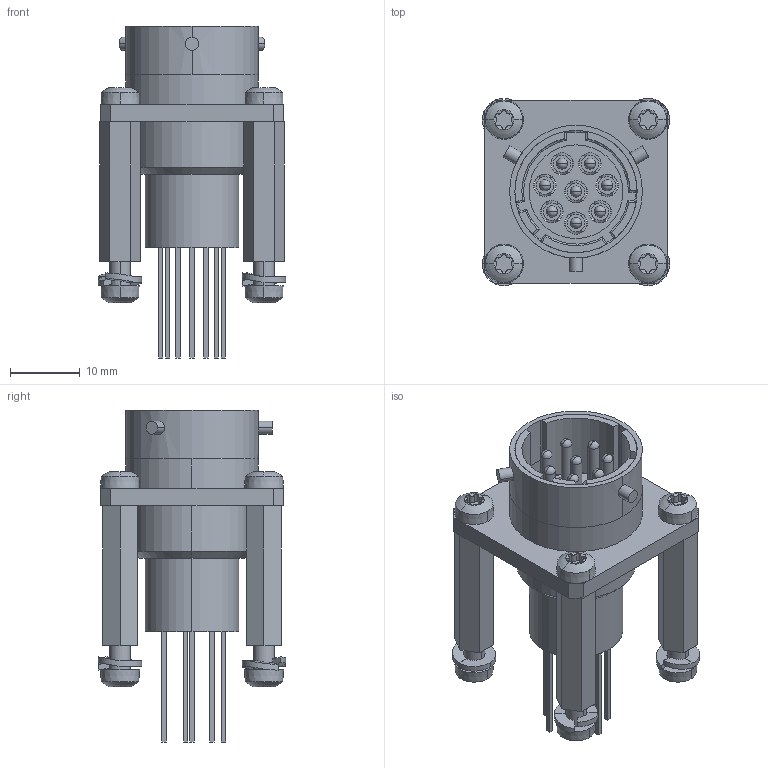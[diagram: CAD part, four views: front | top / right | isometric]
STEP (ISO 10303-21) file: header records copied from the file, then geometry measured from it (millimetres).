
FILE_DESCRIPTION((''),'2;1');
FILE_NAME('EDA-02304-V1-0.stp','2011-04-05T13:29:08',(''),(''),'Mechanical Desktop 2011','Mechanical Desktop 2011',', , ');
FILE_SCHEMA(('AUTOMOTIVE_DESIGN { 1 2 10303 214 1 1 1 1 }'));
Length unit declared in the file: millimetre
Products named in the file (2): Product; 1
Bounding box: 26.8 x 26.8 x 47.5 mm (x, y, z)
Volume: 7513.1 mm3; surface area: 11905 mm2
Topology: 26 solids, 26 shells, 742 faces, 1816 edges, 1181 vertices
Faces by surface type: cylinder 309, plane 235, bspline 106, cone 50, sphere 32, torus 10
Entity records: 22151 total; most frequent: CARTESIAN_POINT 6024, DIRECTION 3387, ORIENTED_EDGE 3276, EDGE_CURVE 1638, AXIS2_PLACEMENT_3D 1338, VERTEX_POINT 1073, EDGE_LOOP 787, VECTOR 711
